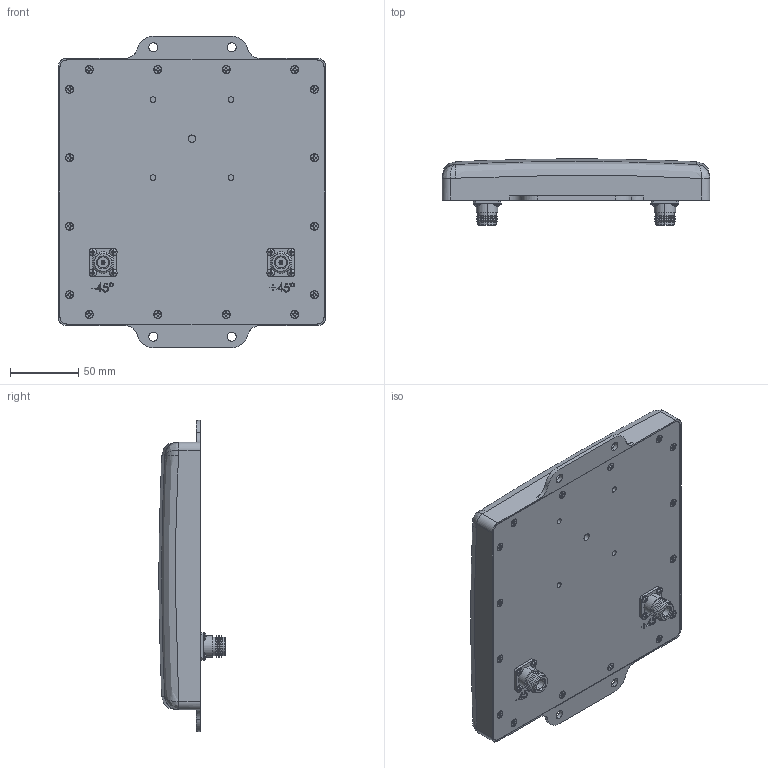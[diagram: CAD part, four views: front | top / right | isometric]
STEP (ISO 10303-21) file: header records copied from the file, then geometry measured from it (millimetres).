
FILE_DESCRIPTION (( 'STEP AP214' ), '1' );
FILE_NAME ('HG2458-11XP.STEP', '2018-02-28T14:38:39', ( '' ), ( '' ), 'SwSTEP 2.0', 'SolidWorks 2017', '' );
FILE_SCHEMA (( 'AUTOMOTIVE_DESIGN' ));
Length unit declared in the file: inch
Products named in the file (6): HG2458-11XP_Radome; HG2458-11XP; M2.9x9.5_FHPH sheetmetalScrew; HG2458-11XP_Connector; HG2458-11XP_Backplate; XFS-0021
Assembly tree (28 placements, depth 2):
  HG2458-11XP
    HG2458-11XP_Radome
    HG2458-11XP_Backplate
    M2.9x9.5_FHPH sheetmetalScrew  x16
    HG2458-11XP_Connector  x2
    XFS-0021  x8
Bounding box: 195.5 x 48.43 x 227.56 mm (x, y, z)
Volume: 238175.2 mm3; surface area: 239157.7 mm2
Topology: 28 solids, 28 shells, 2305 faces, 5915 edges, 3739 vertices
Faces by surface type: plane 683, cone 635, cylinder 588, bspline 343, torus 40, sphere 16
Entity records: 36692 total; most frequent: CARTESIAN_POINT 17155, ORIENTED_EDGE 3934, DIRECTION 3422, EDGE_CURVE 1967, VERTEX_POINT 1263, AXIS2_PLACEMENT_3D 1240, VECTOR 942, LINE 942
